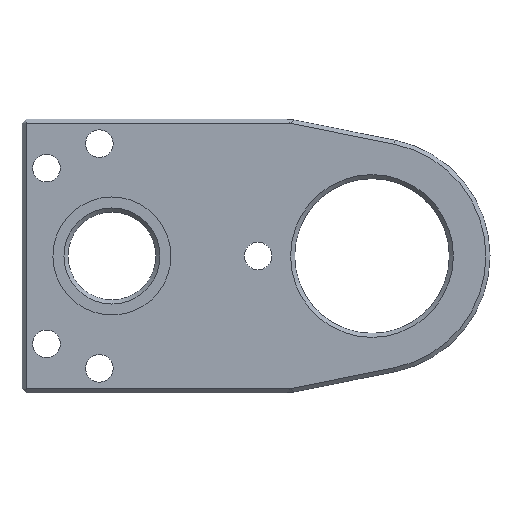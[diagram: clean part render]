
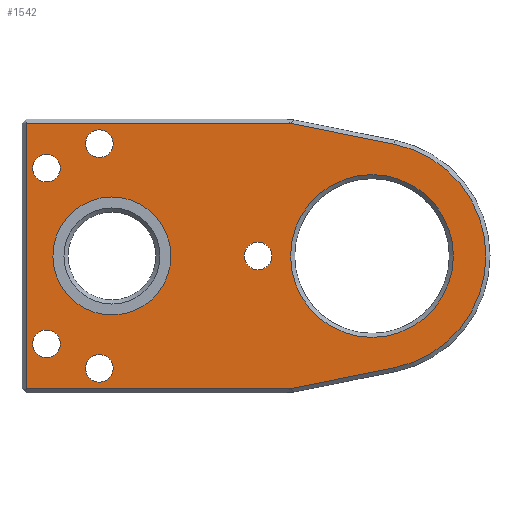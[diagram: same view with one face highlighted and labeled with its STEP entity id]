
A CAD part, front view. The second image highlights one B-rep face of the part: STEP entity #1542.
In plain terms, the highlighted planar face has unit normal (0, -1, 0).
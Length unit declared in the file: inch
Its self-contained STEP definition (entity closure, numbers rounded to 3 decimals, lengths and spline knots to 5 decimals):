
#35=FACE_BOUND('',#229,.T.);
#36=FACE_BOUND('',#230,.T.);
#37=FACE_BOUND('',#231,.T.);
#38=FACE_BOUND('',#232,.T.);
#39=FACE_BOUND('',#233,.T.);
#40=FACE_BOUND('',#234,.T.);
#41=FACE_BOUND('',#235,.T.);
#47=PLANE('',#1669);
#131=FACE_OUTER_BOUND('',#228,.T.);
#228=EDGE_LOOP('',(#1111,#1112,#1113,#1114,#1115,#1116));
#229=EDGE_LOOP('',(#1117,#1118));
#230=EDGE_LOOP('',(#1119));
#231=EDGE_LOOP('',(#1120));
#232=EDGE_LOOP('',(#1121));
#233=EDGE_LOOP('',(#1122));
#234=EDGE_LOOP('',(#1123));
#235=EDGE_LOOP('',(#1124));
#348=LINE('',#2332,#507);
#349=LINE('',#2336,#508);
#350=LINE('',#2338,#509);
#351=LINE('',#2340,#510);
#352=LINE('',#2341,#511);
#507=VECTOR('',#1865,0.3937);
#508=VECTOR('',#1868,0.3937);
#509=VECTOR('',#1869,0.3937);
#510=VECTOR('',#1870,0.3937);
#511=VECTOR('',#1871,0.3937);
#653=CIRCLE('',#1665,0.3937);
#656=CIRCLE('',#1670,0.55118);
#657=CIRCLE('',#1671,0.28543);
#658=CIRCLE('',#1672,0.28543);
#659=CIRCLE('',#1673,0.06693);
#660=CIRCLE('',#1674,0.06693);
#661=CIRCLE('',#1675,0.06693);
#662=CIRCLE('',#1676,0.06693);
#663=CIRCLE('',#1677,0.06693);
#726=VERTEX_POINT('',#2320);
#729=VERTEX_POINT('',#2330);
#730=VERTEX_POINT('',#2331);
#731=VERTEX_POINT('',#2333);
#732=VERTEX_POINT('',#2335);
#733=VERTEX_POINT('',#2337);
#734=VERTEX_POINT('',#2339);
#735=VERTEX_POINT('',#2342);
#736=VERTEX_POINT('',#2343);
#737=VERTEX_POINT('',#2346);
#738=VERTEX_POINT('',#2348);
#739=VERTEX_POINT('',#2350);
#740=VERTEX_POINT('',#2352);
#741=VERTEX_POINT('',#2354);
#867=EDGE_CURVE('',#726,#726,#653,.T.);
#872=EDGE_CURVE('',#729,#730,#348,.T.);
#873=EDGE_CURVE('',#731,#729,#656,.T.);
#874=EDGE_CURVE('',#732,#731,#349,.T.);
#875=EDGE_CURVE('',#733,#732,#350,.T.);
#876=EDGE_CURVE('',#734,#733,#351,.T.);
#877=EDGE_CURVE('',#730,#734,#352,.T.);
#878=EDGE_CURVE('',#735,#736,#657,.T.);
#879=EDGE_CURVE('',#736,#735,#658,.T.);
#880=EDGE_CURVE('',#737,#737,#659,.T.);
#881=EDGE_CURVE('',#738,#738,#660,.T.);
#882=EDGE_CURVE('',#739,#739,#661,.T.);
#883=EDGE_CURVE('',#740,#740,#662,.T.);
#884=EDGE_CURVE('',#741,#741,#663,.T.);
#1111=ORIENTED_EDGE('',*,*,#872,.F.);
#1112=ORIENTED_EDGE('',*,*,#873,.F.);
#1113=ORIENTED_EDGE('',*,*,#874,.F.);
#1114=ORIENTED_EDGE('',*,*,#875,.F.);
#1115=ORIENTED_EDGE('',*,*,#876,.F.);
#1116=ORIENTED_EDGE('',*,*,#877,.F.);
#1117=ORIENTED_EDGE('',*,*,#878,.T.);
#1118=ORIENTED_EDGE('',*,*,#879,.T.);
#1119=ORIENTED_EDGE('',*,*,#880,.T.);
#1120=ORIENTED_EDGE('',*,*,#881,.T.);
#1121=ORIENTED_EDGE('',*,*,#882,.T.);
#1122=ORIENTED_EDGE('',*,*,#883,.T.);
#1123=ORIENTED_EDGE('',*,*,#884,.T.);
#1124=ORIENTED_EDGE('',*,*,#867,.F.);
#1542=ADVANCED_FACE('',(#131,#35,#36,#37,#38,#39,#40,#41),#47,.F.);
#1665=AXIS2_PLACEMENT_3D('',#2321,#1853,#1854);
#1669=AXIS2_PLACEMENT_3D('',#2329,#1863,#1864);
#1670=AXIS2_PLACEMENT_3D('',#2334,#1866,#1867);
#1671=AXIS2_PLACEMENT_3D('',#2344,#1872,#1873);
#1672=AXIS2_PLACEMENT_3D('',#2345,#1874,#1875);
#1673=AXIS2_PLACEMENT_3D('',#2347,#1876,#1877);
#1674=AXIS2_PLACEMENT_3D('',#2349,#1878,#1879);
#1675=AXIS2_PLACEMENT_3D('',#2351,#1880,#1881);
#1676=AXIS2_PLACEMENT_3D('',#2353,#1882,#1883);
#1677=AXIS2_PLACEMENT_3D('',#2355,#1884,#1885);
#1853=DIRECTION('center_axis',(0.,-1.,0.));
#1854=DIRECTION('ref_axis',(-1.,0.,0.));
#1863=DIRECTION('center_axis',(0.,1.,0.));
#1864=DIRECTION('ref_axis',(0.,0.,1.));
#1865=DIRECTION('',(-0.98,0.,-0.197));
#1866=DIRECTION('center_axis',(0.,1.,0.));
#1867=DIRECTION('ref_axis',(0.197,0.,0.98));
#1868=DIRECTION('',(0.98,0.,-0.197));
#1869=DIRECTION('',(1.,0.,0.));
#1870=DIRECTION('',(0.,0.,1.));
#1871=DIRECTION('',(-1.,0.,0.));
#1872=DIRECTION('center_axis',(0.,1.,0.));
#1873=DIRECTION('ref_axis',(1.,0.,0.));
#1874=DIRECTION('center_axis',(0.,1.,0.));
#1875=DIRECTION('ref_axis',(1.,0.,0.));
#1876=DIRECTION('center_axis',(0.,1.,0.));
#1877=DIRECTION('ref_axis',(-1.,0.,0.));
#1878=DIRECTION('center_axis',(0.,1.,0.));
#1879=DIRECTION('ref_axis',(-1.,0.,0.));
#1880=DIRECTION('center_axis',(0.,1.,0.));
#1881=DIRECTION('ref_axis',(1.,0.,0.));
#1882=DIRECTION('center_axis',(0.,1.,0.));
#1883=DIRECTION('ref_axis',(1.,0.,0.));
#1884=DIRECTION('center_axis',(0.,1.,0.));
#1885=DIRECTION('ref_axis',(1.,0.,0.));
#2320=CARTESIAN_POINT('',(2.08661,0.,-0.66142));
#2321=CARTESIAN_POINT('Origin',(1.69291,0.,-0.66142));
#2329=CARTESIAN_POINT('Origin',(0.64961,0.,-0.66142));
#2330=CARTESIAN_POINT('',(1.80153,0.,-1.20179));
#2331=CARTESIAN_POINT('',(1.29725,0.,-1.30315));
#2332=CARTESIAN_POINT('',(1.04703,0.,-1.35344));
#2333=CARTESIAN_POINT('',(1.80153,0.,-0.12104));
#2334=CARTESIAN_POINT('Origin',(1.69291,0.,-0.66142));
#2335=CARTESIAN_POINT('',(1.29725,0.,-0.01969));
#2336=CARTESIAN_POINT('',(1.30013,0.,-0.02026));
#2337=CARTESIAN_POINT('',(0.01969,0.,-0.01969));
#2338=CARTESIAN_POINT('',(0.3248,0.,-0.01969));
#2339=CARTESIAN_POINT('',(0.01969,0.,-1.30315));
#2340=CARTESIAN_POINT('',(0.01969,0.,-0.99213));
#2341=CARTESIAN_POINT('',(0.97441,0.,-1.30315));
#2342=CARTESIAN_POINT('',(0.19398,0.,-0.81431));
#2343=CARTESIAN_POINT('',(0.14957,0.,-0.66142));
#2344=CARTESIAN_POINT('Origin',(0.43501,0.,-0.66142));
#2345=CARTESIAN_POINT('Origin',(0.43501,0.,-0.66142));
#2346=CARTESIAN_POINT('',(0.44094,0.,-0.11811));
#2347=CARTESIAN_POINT('Origin',(0.37402,0.,-0.11811));
#2348=CARTESIAN_POINT('',(0.44094,0.,-1.20472));
#2349=CARTESIAN_POINT('Origin',(0.37402,0.,-1.20472));
#2350=CARTESIAN_POINT('',(1.0748,0.,-0.66142));
#2351=CARTESIAN_POINT('Origin',(1.14173,0.,-0.66142));
#2352=CARTESIAN_POINT('',(0.05118,0.,-1.08661));
#2353=CARTESIAN_POINT('Origin',(0.11811,0.,-1.08661));
#2354=CARTESIAN_POINT('',(0.05118,0.,-0.23622));
#2355=CARTESIAN_POINT('Origin',(0.11811,0.,-0.23622));
